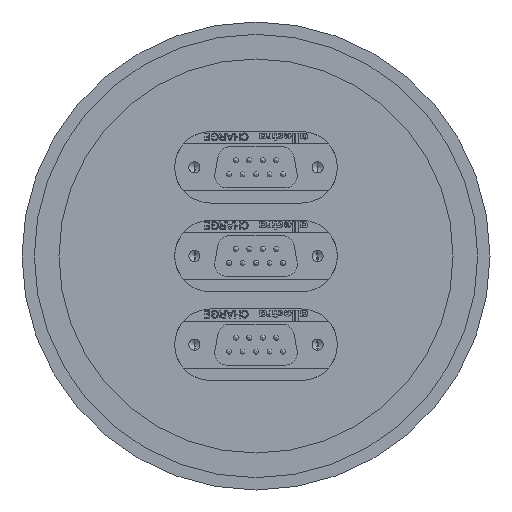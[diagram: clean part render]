
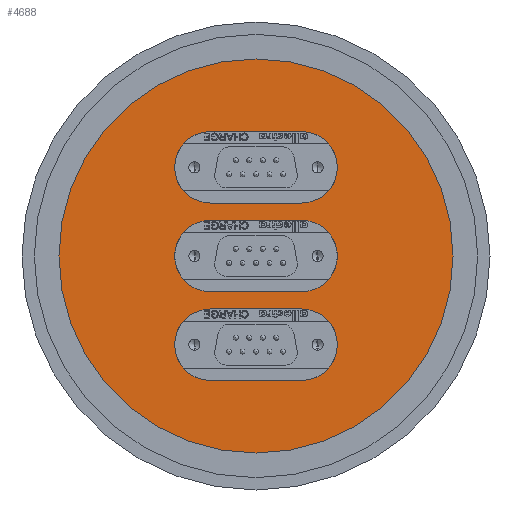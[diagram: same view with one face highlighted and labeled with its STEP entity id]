
A CAD part, front view. The second image highlights one B-rep face of the part: STEP entity #4688.
In plain terms, the highlighted planar face has unit normal (0, -1, 0).
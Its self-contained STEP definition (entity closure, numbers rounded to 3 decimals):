
#296 = DIRECTION ( 'NONE',  ( 0., 0., 1. ) ) ;
#347 = DIRECTION ( 'NONE',  ( -1., 0., 0. ) ) ;
#395 = LINE ( 'NONE', #4901, #554 ) ;
#456 = EDGE_CURVE ( 'NONE', #10276, #2601, #3482, .T. ) ;
#479 = VERTEX_POINT ( 'NONE', #8688 ) ;
#554 = VECTOR ( 'NONE', #8400, 1000. ) ;
#591 = EDGE_CURVE ( 'NONE', #4154, #7704, #4948, .T. ) ;
#767 = DIRECTION ( 'NONE',  ( 1., 0., 0. ) ) ;
#866 = VECTOR ( 'NONE', #9976, 1000. ) ;
#962 = ORIENTED_EDGE ( 'NONE', *, *, #3009, .T. ) ;
#1094 = DIRECTION ( 'NONE',  ( 0., 1., 0. ) ) ;
#1235 = AXIS2_PLACEMENT_3D ( 'NONE', #1541, #1094, #5394 ) ;
#1338 = EDGE_CURVE ( 'NONE', #5216, #4676, #8603, .T. ) ;
#1483 = FACE_BOUND ( 'NONE', #10777, .T. ) ;
#1528 = EDGE_CURVE ( 'NONE', #479, #4202, #2917, .T. ) ;
#1540 = EDGE_CURVE ( 'NONE', #10097, #3741, #5687, .T. ) ;
#1541 = CARTESIAN_POINT ( 'NONE',  ( -9.25, -9.5, -18. ) ) ;
#1544 = DIRECTION ( 'NONE',  ( 1., 0., 0. ) ) ;
#1615 = CARTESIAN_POINT ( 'NONE',  ( -9.25, -9.5, -25.25 ) ) ;
#1622 = CIRCLE ( 'NONE', #4556, 7.25 ) ;
#1641 = CARTESIAN_POINT ( 'NONE',  ( 9.25, -9.5, 7.25 ) ) ;
#1642 = CIRCLE ( 'NONE', #2925, 7.25 ) ;
#1650 = PLANE ( 'NONE',  #11118 ) ;
#1728 = LINE ( 'NONE', #10385, #5465 ) ;
#1815 = DIRECTION ( 'NONE',  ( 0., 0., 1. ) ) ;
#1870 = DIRECTION ( 'NONE',  ( 0., 1., 0. ) ) ;
#2008 = VECTOR ( 'NONE', #347, 1000. ) ;
#2063 = CARTESIAN_POINT ( 'NONE',  ( 0., -9.5, 0. ) ) ;
#2338 = CARTESIAN_POINT ( 'NONE',  ( 0., -9.5, -40. ) ) ;
#2400 = CARTESIAN_POINT ( 'NONE',  ( 9.25, -9.5, 10.75 ) ) ;
#2601 = VERTEX_POINT ( 'NONE', #11172 ) ;
#2605 = DIRECTION ( 'NONE',  ( 0., 0., 1. ) ) ;
#2825 = EDGE_LOOP ( 'NONE', ( #4998, #2919, #9360, #9348 ) ) ;
#2876 = EDGE_CURVE ( 'NONE', #8981, #7037, #1728, .T. ) ;
#2917 = LINE ( 'NONE', #4640, #2008 ) ;
#2919 = ORIENTED_EDGE ( 'NONE', *, *, #1338, .F. ) ;
#2925 = AXIS2_PLACEMENT_3D ( 'NONE', #4622, #8867, #1815 ) ;
#3009 = EDGE_CURVE ( 'NONE', #479, #7037, #5645, .T. ) ;
#3482 = LINE ( 'NONE', #6069, #9362 ) ;
#3637 = CIRCLE ( 'NONE', #5483, 7.25 ) ;
#3662 = AXIS2_PLACEMENT_3D ( 'NONE', #5116, #11247, #4134 ) ;
#3741 = VERTEX_POINT ( 'NONE', #8857 ) ;
#3814 = AXIS2_PLACEMENT_3D ( 'NONE', #2063, #8181, #7338 ) ;
#4134 = DIRECTION ( 'NONE',  ( 0., 0., 1. ) ) ;
#4146 = DIRECTION ( 'NONE',  ( 0., 1., 0. ) ) ;
#4153 = CARTESIAN_POINT ( 'NONE',  ( 0., -9.5, 0. ) ) ;
#4154 = VERTEX_POINT ( 'NONE', #9285 ) ;
#4202 = VERTEX_POINT ( 'NONE', #6713 ) ;
#4233 = FACE_BOUND ( 'NONE', #2825, .T. ) ;
#4286 = DIRECTION ( 'NONE',  ( 0., 0., -1. ) ) ;
#4390 = DIRECTION ( 'NONE',  ( 0., -1., 0. ) ) ;
#4471 = EDGE_CURVE ( 'NONE', #8981, #4202, #6728, .T. ) ;
#4531 = AXIS2_PLACEMENT_3D ( 'NONE', #4648, #7065, #296 ) ;
#4556 = AXIS2_PLACEMENT_3D ( 'NONE', #8909, #1870, #5491 ) ;
#4622 = CARTESIAN_POINT ( 'NONE',  ( -9.25, -9.5, 18. ) ) ;
#4629 = EDGE_CURVE ( 'NONE', #7704, #4154, #8747, .T. ) ;
#4640 = CARTESIAN_POINT ( 'NONE',  ( 0., -9.5, -10.75 ) ) ;
#4648 = CARTESIAN_POINT ( 'NONE',  ( 9.25, -9.5, -18. ) ) ;
#4676 = VERTEX_POINT ( 'NONE', #2400 ) ;
#4688 = ADVANCED_FACE ( 'NONE', ( #1483, #8474, #4233, #4978 ), #1650, .T. ) ;
#4901 = CARTESIAN_POINT ( 'NONE',  ( 0., -9.5, 25.25 ) ) ;
#4948 = CIRCLE ( 'NONE', #8601, 40. ) ;
#4978 = FACE_BOUND ( 'NONE', #7531, .T. ) ;
#4998 = ORIENTED_EDGE ( 'NONE', *, *, #6531, .T. ) ;
#5072 = EDGE_LOOP ( 'NONE', ( #6073, #8558 ) ) ;
#5116 = CARTESIAN_POINT ( 'NONE',  ( 9.25, -9.5, 0. ) ) ;
#5145 = VERTEX_POINT ( 'NONE', #5800 ) ;
#5216 = VERTEX_POINT ( 'NONE', #7791 ) ;
#5394 = DIRECTION ( 'NONE',  ( 0., 0., 1. ) ) ;
#5465 = VECTOR ( 'NONE', #767, 1000. ) ;
#5483 = AXIS2_PLACEMENT_3D ( 'NONE', #6062, #4146, #2605 ) ;
#5491 = DIRECTION ( 'NONE',  ( 0., 0., 1. ) ) ;
#5585 = CARTESIAN_POINT ( 'NONE',  ( 9.25, -9.5, -25.25 ) ) ;
#5626 = ORIENTED_EDGE ( 'NONE', *, *, #4471, .T. ) ;
#5645 = CIRCLE ( 'NONE', #4531, 7.25 ) ;
#5687 = LINE ( 'NONE', #9109, #866 ) ;
#5800 = CARTESIAN_POINT ( 'NONE',  ( -9.25, -9.5, 25.25 ) ) ;
#5896 = CARTESIAN_POINT ( 'NONE',  ( 0., -9.5, 40. ) ) ;
#5928 = EDGE_CURVE ( 'NONE', #10276, #3741, #3637, .T. ) ;
#6062 = CARTESIAN_POINT ( 'NONE',  ( -9.25, -9.5, 0. ) ) ;
#6069 = CARTESIAN_POINT ( 'NONE',  ( 0., -9.5, -7.25 ) ) ;
#6073 = ORIENTED_EDGE ( 'NONE', *, *, #591, .T. ) ;
#6093 = CARTESIAN_POINT ( 'NONE',  ( 0., -9.5, 10.75 ) ) ;
#6531 = EDGE_CURVE ( 'NONE', #8103, #4676, #1622, .T. ) ;
#6713 = CARTESIAN_POINT ( 'NONE',  ( -9.25, -9.5, -10.75 ) ) ;
#6728 = CIRCLE ( 'NONE', #1235, 7.25 ) ;
#6854 = DIRECTION ( 'NONE',  ( 1., 0., 0. ) ) ;
#6949 = CIRCLE ( 'NONE', #3662, 7.25 ) ;
#7037 = VERTEX_POINT ( 'NONE', #5585 ) ;
#7065 = DIRECTION ( 'NONE',  ( 0., 1., 0. ) ) ;
#7338 = DIRECTION ( 'NONE',  ( 0., 0., -1. ) ) ;
#7495 = EDGE_CURVE ( 'NONE', #5216, #5145, #1642, .T. ) ;
#7522 = VECTOR ( 'NONE', #1544, 1000. ) ;
#7531 = EDGE_LOOP ( 'NONE', ( #962, #11238, #5626, #10486 ) ) ;
#7646 = EDGE_CURVE ( 'NONE', #8103, #5145, #395, .T. ) ;
#7704 = VERTEX_POINT ( 'NONE', #5896 ) ;
#7738 = CARTESIAN_POINT ( 'NONE',  ( 9.25, -9.5, 25.25 ) ) ;
#7791 = CARTESIAN_POINT ( 'NONE',  ( -9.25, -9.5, 10.75 ) ) ;
#8103 = VERTEX_POINT ( 'NONE', #7738 ) ;
#8181 = DIRECTION ( 'NONE',  ( 0., -1., 0. ) ) ;
#8400 = DIRECTION ( 'NONE',  ( -1., 0., 0. ) ) ;
#8425 = ORIENTED_EDGE ( 'NONE', *, *, #5928, .T. ) ;
#8474 = FACE_OUTER_BOUND ( 'NONE', #5072, .T. ) ;
#8558 = ORIENTED_EDGE ( 'NONE', *, *, #4629, .T. ) ;
#8601 = AXIS2_PLACEMENT_3D ( 'NONE', #4153, #4390, #11151 ) ;
#8603 = LINE ( 'NONE', #6093, #7522 ) ;
#8688 = CARTESIAN_POINT ( 'NONE',  ( 9.25, -9.5, -10.75 ) ) ;
#8722 = CARTESIAN_POINT ( 'NONE',  ( -9.25, -9.5, -7.25 ) ) ;
#8747 = CIRCLE ( 'NONE', #3814, 40. ) ;
#8857 = CARTESIAN_POINT ( 'NONE',  ( -9.25, -9.5, 7.25 ) ) ;
#8867 = DIRECTION ( 'NONE',  ( 0., 1., 0. ) ) ;
#8909 = CARTESIAN_POINT ( 'NONE',  ( 9.25, -9.5, 18. ) ) ;
#8981 = VERTEX_POINT ( 'NONE', #1615 ) ;
#9000 = EDGE_CURVE ( 'NONE', #10097, #2601, #6949, .T. ) ;
#9109 = CARTESIAN_POINT ( 'NONE',  ( 0., -9.5, 7.25 ) ) ;
#9240 = ORIENTED_EDGE ( 'NONE', *, *, #9000, .T. ) ;
#9285 = CARTESIAN_POINT ( 'NONE',  ( 0., -9.5, -40. ) ) ;
#9348 = ORIENTED_EDGE ( 'NONE', *, *, #7646, .F. ) ;
#9360 = ORIENTED_EDGE ( 'NONE', *, *, #7495, .T. ) ;
#9362 = VECTOR ( 'NONE', #6854, 1000. ) ;
#9976 = DIRECTION ( 'NONE',  ( -1., 0., 0. ) ) ;
#10097 = VERTEX_POINT ( 'NONE', #1641 ) ;
#10276 = VERTEX_POINT ( 'NONE', #8722 ) ;
#10385 = CARTESIAN_POINT ( 'NONE',  ( 0., -9.5, -25.25 ) ) ;
#10486 = ORIENTED_EDGE ( 'NONE', *, *, #1528, .F. ) ;
#10777 = EDGE_LOOP ( 'NONE', ( #9240, #11156, #8425, #11263 ) ) ;
#11118 = AXIS2_PLACEMENT_3D ( 'NONE', #2338, #11165, #4286 ) ;
#11151 = DIRECTION ( 'NONE',  ( 0., 0., -1. ) ) ;
#11156 = ORIENTED_EDGE ( 'NONE', *, *, #456, .F. ) ;
#11165 = DIRECTION ( 'NONE',  ( 0., -1., 0. ) ) ;
#11172 = CARTESIAN_POINT ( 'NONE',  ( 9.25, -9.5, -7.25 ) ) ;
#11238 = ORIENTED_EDGE ( 'NONE', *, *, #2876, .F. ) ;
#11247 = DIRECTION ( 'NONE',  ( 0., 1., 0. ) ) ;
#11263 = ORIENTED_EDGE ( 'NONE', *, *, #1540, .F. ) ;
